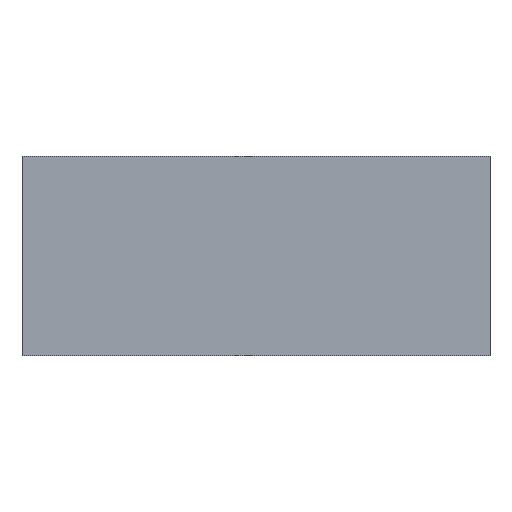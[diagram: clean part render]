
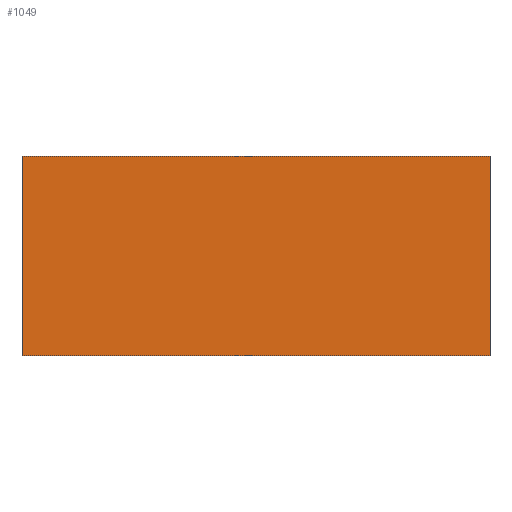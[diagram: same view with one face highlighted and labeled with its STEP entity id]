
A CAD part, front view. The second image highlights one B-rep face of the part: STEP entity #1049.
In plain terms, the highlighted planar face has unit normal (0, -1, 0).
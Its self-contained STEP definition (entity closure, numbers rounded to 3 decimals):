
#30 = EDGE_CURVE ( 'NONE', #474, #470, #438, .T. ) ;
#38 = FACE_OUTER_BOUND ( 'NONE', #1035, .T. ) ;
#54 = DIRECTION ( 'NONE',  ( 0., 0., 1. ) ) ;
#56 = DIRECTION ( 'NONE',  ( 0., 1., 0. ) ) ;
#63 = PLANE ( 'NONE',  #115 ) ;
#67 = CARTESIAN_POINT ( 'NONE',  ( 20.15, -1., -8.6 ) ) ;
#96 = LINE ( 'NONE', #339, #104 ) ;
#104 = VECTOR ( 'NONE', #331, 1000. ) ;
#115 = AXIS2_PLACEMENT_3D ( 'NONE', #67, #56, #54 ) ;
#147 = EDGE_CURVE ( 'NONE', #474, #536, #371, .T. ) ;
#180 = CARTESIAN_POINT ( 'NONE',  ( 20.15, -1., 8.6 ) ) ;
#188 = DIRECTION ( 'NONE',  ( -1., 0., 0. ) ) ;
#211 = VECTOR ( 'NONE', #745, 1000. ) ;
#222 = LINE ( 'NONE', #750, #211 ) ;
#331 = DIRECTION ( 'NONE',  ( -1., 0., 0. ) ) ;
#339 = CARTESIAN_POINT ( 'NONE',  ( 20.15, -1., -8.6 ) ) ;
#371 = LINE ( 'NONE', #1007, #386 ) ;
#386 = VECTOR ( 'NONE', #1001, 1000. ) ;
#426 = VECTOR ( 'NONE', #188, 1000. ) ;
#438 = LINE ( 'NONE', #180, #426 ) ;
#470 = VERTEX_POINT ( 'NONE', #980 ) ;
#474 = VERTEX_POINT ( 'NONE', #991 ) ;
#483 = ORIENTED_EDGE ( 'NONE', *, *, #898, .F. ) ;
#515 = VERTEX_POINT ( 'NONE', #873 ) ;
#536 = VERTEX_POINT ( 'NONE', #863 ) ;
#646 = EDGE_CURVE ( 'NONE', #470, #515, #222, .T. ) ;
#662 = ORIENTED_EDGE ( 'NONE', *, *, #646, .T. ) ;
#701 = ORIENTED_EDGE ( 'NONE', *, *, #30, .T. ) ;
#745 = DIRECTION ( 'NONE',  ( 0., 0., -1. ) ) ;
#750 = CARTESIAN_POINT ( 'NONE',  ( -20.15, -1., -8.6 ) ) ;
#863 = CARTESIAN_POINT ( 'NONE',  ( 20.15, -1., -8.6 ) ) ;
#873 = CARTESIAN_POINT ( 'NONE',  ( -20.15, -1., -8.6 ) ) ;
#898 = EDGE_CURVE ( 'NONE', #536, #515, #96, .T. ) ;
#942 = ORIENTED_EDGE ( 'NONE', *, *, #147, .F. ) ;
#980 = CARTESIAN_POINT ( 'NONE',  ( -20.15, -1., 8.6 ) ) ;
#991 = CARTESIAN_POINT ( 'NONE',  ( 20.15, -1., 8.6 ) ) ;
#1001 = DIRECTION ( 'NONE',  ( 0., 0., -1. ) ) ;
#1007 = CARTESIAN_POINT ( 'NONE',  ( 20.15, -1., -8.6 ) ) ;
#1035 = EDGE_LOOP ( 'NONE', ( #662, #483, #942, #701 ) ) ;
#1049 = ADVANCED_FACE ( 'NONE', ( #38 ), #63, .F. ) ;
